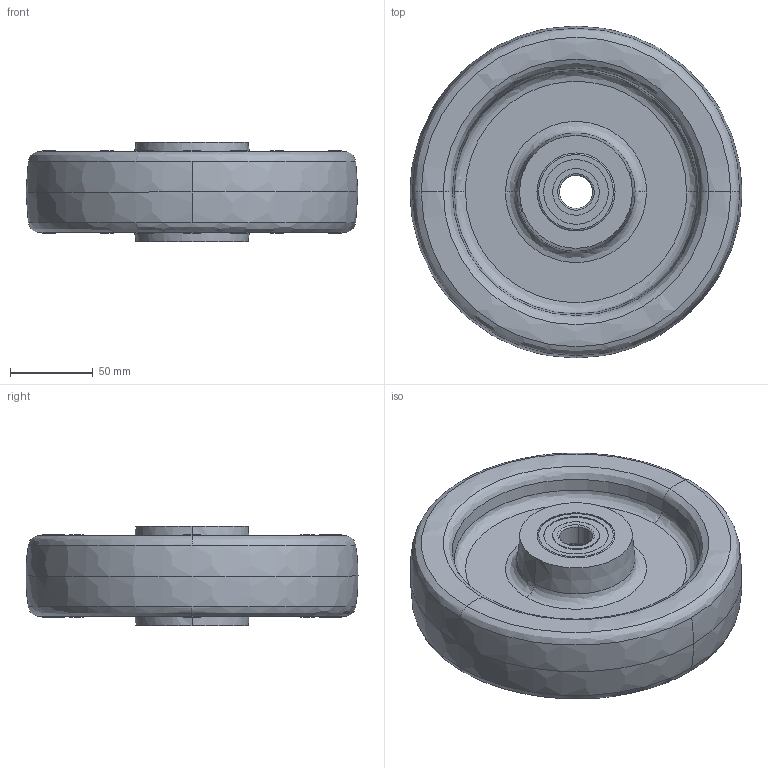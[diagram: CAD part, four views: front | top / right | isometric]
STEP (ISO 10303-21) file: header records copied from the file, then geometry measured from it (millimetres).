
FILE_DESCRIPTION (( 'STEP AP214' ), '1' );
FILE_NAME ('0022824.step', '2022-06-21T10:59:26', ( '' ), ( '' ), 'SwSTEP 2.0', 'SolidWorks 2020', '' );
FILE_SCHEMA (( 'AUTOMOTIVE_DESIGN' ));
Length unit declared in the file: millimetre
Products named in the file (1): 0022824
Bounding box: 200 x 200 x 60.1 mm (x, y, z)
Volume: 1010209.8 mm3; surface area: 144569.6 mm2
Topology: 12 solids, 12 shells, 142 faces, 288 edges, 170 vertices
Faces by surface type: cylinder 46, torus 40, plane 24, bspline 20, cone 12
Entity records: 6833 total; most frequent: CARTESIAN_POINT 2021, DIRECTION 748, ORIENTED_EDGE 576, AXIS2_PLACEMENT_3D 345, EDGE_CURVE 288, CIRCLE 222, VERTEX_POINT 170, EDGE_LOOP 166
